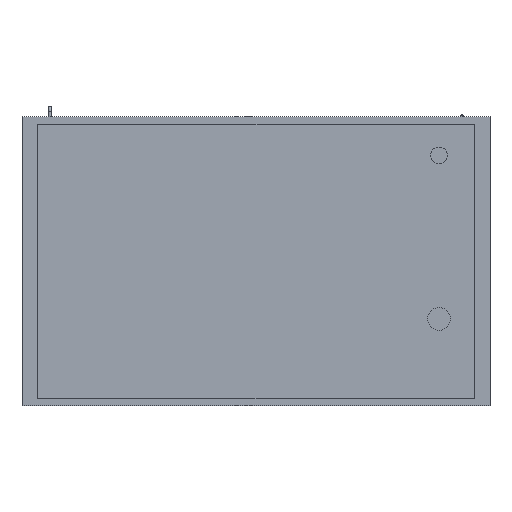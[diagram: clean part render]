
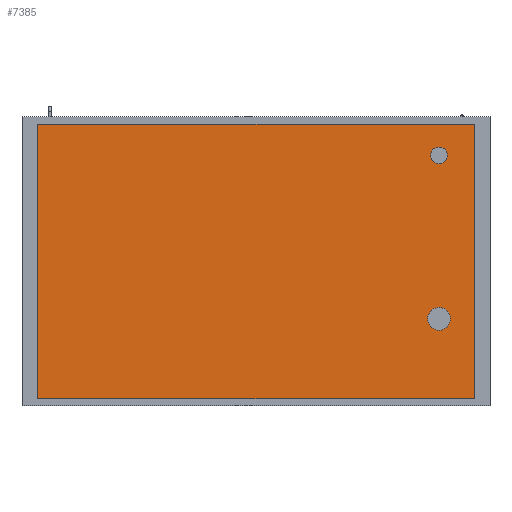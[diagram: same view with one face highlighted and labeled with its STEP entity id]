
A CAD part, front view. The second image highlights one B-rep face of the part: STEP entity #7385.
In plain terms, the highlighted planar face has unit normal (0, -1, 0).
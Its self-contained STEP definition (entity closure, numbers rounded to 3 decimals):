
#112=FACE_BOUND('',#962,.T.);
#113=FACE_BOUND('',#963,.T.);
#133=PLANE('',#7908);
#511=FACE_OUTER_BOUND('',#961,.T.);
#961=EDGE_LOOP('',(#5224,#5225,#5226,#5227));
#962=EDGE_LOOP('',(#5228,#5229));
#963=EDGE_LOOP('',(#5230,#5231));
#1419=LINE('',#10687,#2322);
#1423=LINE('',#10695,#2326);
#1426=LINE('',#10701,#2329);
#1429=LINE('',#10706,#2332);
#2322=VECTOR('',#8553,10.);
#2326=VECTOR('',#8559,10.);
#2329=VECTOR('',#8564,10.);
#2332=VECTOR('',#8569,10.);
#3213=CIRCLE('',#7889,20.);
#3214=CIRCLE('',#7890,20.);
#3217=CIRCLE('',#7895,27.5);
#3218=CIRCLE('',#7896,27.5);
#3379=VERTEX_POINT('',#10642);
#3380=VERTEX_POINT('',#10644);
#3383=VERTEX_POINT('',#10653);
#3384=VERTEX_POINT('',#10655);
#3393=VERTEX_POINT('',#10685);
#3394=VERTEX_POINT('',#10686);
#3397=VERTEX_POINT('',#10694);
#3399=VERTEX_POINT('',#10700);
#4098=EDGE_CURVE('',#3380,#3379,#3213,.T.);
#4099=EDGE_CURVE('',#3379,#3380,#3214,.T.);
#4103=EDGE_CURVE('',#3384,#3383,#3217,.T.);
#4104=EDGE_CURVE('',#3383,#3384,#3218,.T.);
#4117=EDGE_CURVE('',#3393,#3394,#1419,.T.);
#4121=EDGE_CURVE('',#3397,#3393,#1423,.T.);
#4124=EDGE_CURVE('',#3399,#3397,#1426,.T.);
#4127=EDGE_CURVE('',#3394,#3399,#1429,.T.);
#5224=ORIENTED_EDGE('',*,*,#4127,.F.);
#5225=ORIENTED_EDGE('',*,*,#4117,.F.);
#5226=ORIENTED_EDGE('',*,*,#4121,.F.);
#5227=ORIENTED_EDGE('',*,*,#4124,.F.);
#5228=ORIENTED_EDGE('',*,*,#4098,.T.);
#5229=ORIENTED_EDGE('',*,*,#4099,.T.);
#5230=ORIENTED_EDGE('',*,*,#4103,.T.);
#5231=ORIENTED_EDGE('',*,*,#4104,.T.);
#7385=ADVANCED_FACE('',(#511,#112,#113),#133,.F.);
#7889=AXIS2_PLACEMENT_3D('',#10645,#8510,#8511);
#7890=AXIS2_PLACEMENT_3D('',#10646,#8512,#8513);
#7895=AXIS2_PLACEMENT_3D('',#10656,#8523,#8524);
#7896=AXIS2_PLACEMENT_3D('',#10657,#8525,#8526);
#7908=AXIS2_PLACEMENT_3D('',#10709,#8573,#8574);
#8510=DIRECTION('center_axis',(0.,1.,0.));
#8511=DIRECTION('ref_axis',(1.,0.,0.));
#8512=DIRECTION('center_axis',(0.,1.,0.));
#8513=DIRECTION('ref_axis',(1.,0.,0.));
#8523=DIRECTION('center_axis',(0.,1.,0.));
#8524=DIRECTION('ref_axis',(1.,0.,0.));
#8525=DIRECTION('center_axis',(0.,1.,0.));
#8526=DIRECTION('ref_axis',(1.,0.,0.));
#8553=DIRECTION('',(0.,0.,1.));
#8559=DIRECTION('',(-1.,0.,0.));
#8564=DIRECTION('',(0.,0.,-1.));
#8569=DIRECTION('',(1.,0.,0.));
#8573=DIRECTION('center_axis',(0.,1.,0.));
#8574=DIRECTION('ref_axis',(0.,0.,1.));
#10642=CARTESIAN_POINT('',(420.,0.,255.));
#10644=CARTESIAN_POINT('',(460.,0.,255.));
#10645=CARTESIAN_POINT('Origin',(440.,0.,255.));
#10646=CARTESIAN_POINT('Origin',(440.,0.,255.));
#10653=CARTESIAN_POINT('',(412.5,0.,-138.));
#10655=CARTESIAN_POINT('',(467.5,0.,-138.));
#10656=CARTESIAN_POINT('Origin',(440.,0.,-138.));
#10657=CARTESIAN_POINT('Origin',(440.,0.,-138.));
#10685=CARTESIAN_POINT('',(-525.,0.,-330.));
#10686=CARTESIAN_POINT('',(-525.,0.,330.));
#10687=CARTESIAN_POINT('',(-525.,0.,-330.));
#10694=CARTESIAN_POINT('',(525.,0.,-330.));
#10695=CARTESIAN_POINT('',(525.,0.,-330.));
#10700=CARTESIAN_POINT('',(525.,0.,330.));
#10701=CARTESIAN_POINT('',(525.,0.,330.));
#10706=CARTESIAN_POINT('',(-525.,0.,330.));
#10709=CARTESIAN_POINT('Origin',(0.,0.,0.));
